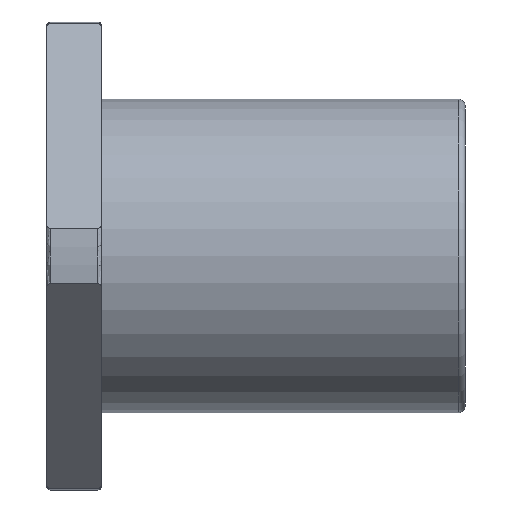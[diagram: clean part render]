
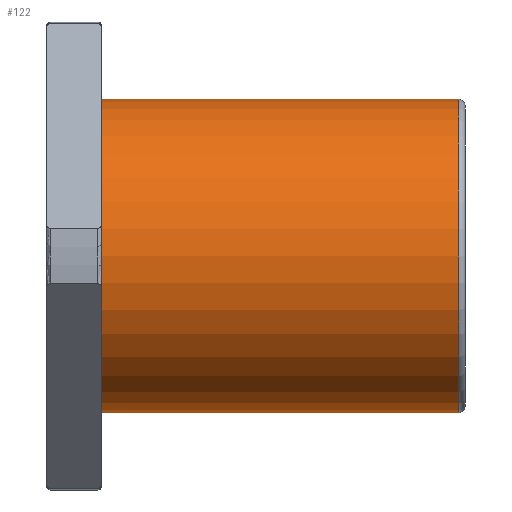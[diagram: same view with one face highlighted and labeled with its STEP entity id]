
A CAD part, front view. The second image highlights one B-rep face of the part: STEP entity #122.
In plain terms, the highlighted cylindrical face has radius 37.5 mm (diameter 75 mm), a full revolution.
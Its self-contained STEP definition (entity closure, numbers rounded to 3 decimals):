
#122 = ADVANCED_FACE( '', ( #265, #266 ), #267, .T. );
#265 = FACE_OUTER_BOUND( '', #408, .T. );
#266 = FACE_OUTER_BOUND( '', #409, .T. );
#267 = CYLINDRICAL_SURFACE( '', #410, 37.5 );
#408 = EDGE_LOOP( '', ( #685 ) );
#409 = EDGE_LOOP( '', ( #686 ) );
#410 = AXIS2_PLACEMENT_3D( '', #687, #688, #689 );
#685 = ORIENTED_EDGE( '', *, *, #739, .T. );
#686 = ORIENTED_EDGE( '', *, *, #715, .F. );
#687 = CARTESIAN_POINT( '', ( 100., 0., 0. ) );
#688 = DIRECTION( '', ( -1., 0., 0. ) );
#689 = DIRECTION( '', ( 0., 0., -1. ) );
#715 = EDGE_CURVE( '', #822, #822, #823, .T. );
#739 = EDGE_CURVE( '', #866, #866, #867, .T. );
#822 = VERTEX_POINT( '', #984 );
#823 = CIRCLE( '', #985, 37.5 );
#866 = VERTEX_POINT( '', #1064 );
#867 = CIRCLE( '', #1065, 37.5 );
#984 = CARTESIAN_POINT( '', ( 98.438, 0., -37.5 ) );
#985 = AXIS2_PLACEMENT_3D( '', #1289, #1290, #1291 );
#1064 = CARTESIAN_POINT( '', ( 13., 0., -37.5 ) );
#1065 = AXIS2_PLACEMENT_3D( '', #1329, #1330, #1331 );
#1289 = CARTESIAN_POINT( '', ( 98.438, 0., 0. ) );
#1290 = DIRECTION( '', ( 1., 0., 0. ) );
#1291 = DIRECTION( '', ( 0., 0., -1. ) );
#1329 = CARTESIAN_POINT( '', ( 13., 0., 0. ) );
#1330 = DIRECTION( '', ( 1., 0., 0. ) );
#1331 = DIRECTION( '', ( 0., 0., -1. ) );
